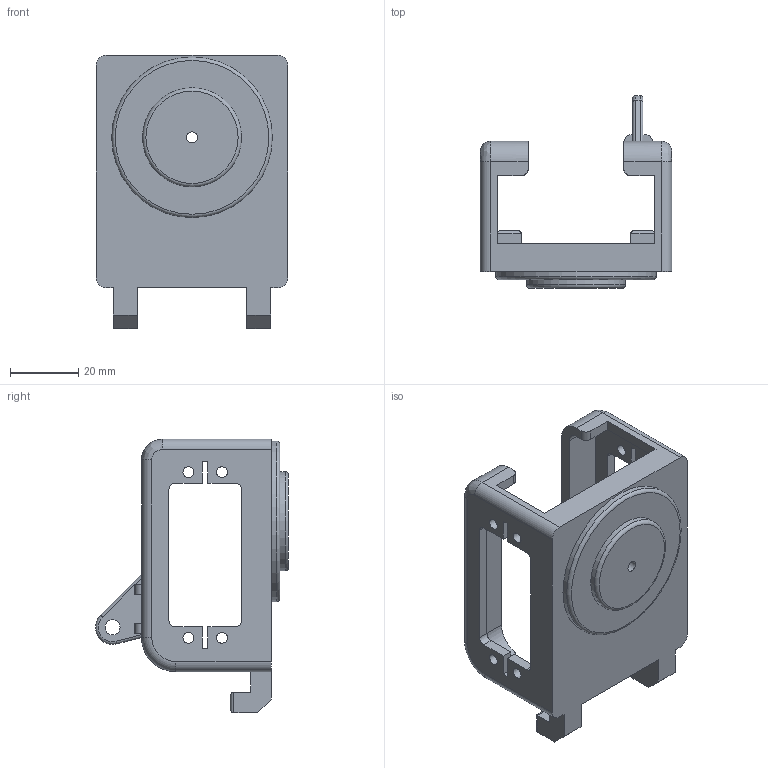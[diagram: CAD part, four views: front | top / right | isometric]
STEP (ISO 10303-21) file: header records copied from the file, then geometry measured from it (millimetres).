
FILE_DESCRIPTION(/* description */ (''),/* implementation_level */ '2;1');
FILE_NAME(/* name */ 'part03.step',/* time_stamp */ '2018-01-15T18:44:01+09:00',/* author */ (''),/* organization */ (''),/* preprocessor_version */ 'ST-DEVELOPER v16.13',/* originating_system */ 'Autodesk Translation Framework v6.5.0.72',/* authorisation */ '');
FILE_SCHEMA (('AUTOMOTIVE_DESIGN { 1 0 10303 214 3 1 1 }'));
Length unit declared in the file: millimetre
Products named in the file (1): Fusion コンポーネント
Bounding box: 56 x 56.47 x 80 mm (x, y, z)
Volume: 29443.4 mm3; surface area: 21859.5 mm2
Topology: 1 solids, 1 shells, 157 faces, 429 edges, 278 vertices
Faces by surface type: plane 90, cylinder 59, torus 6, bspline 2
Full cylindrical faces by diameter (mm): 3.2 x9, 4.4 x1, 23 x1, 29 x1, 41 x1, 47 x1
Entity records: 5131 total; most frequent: CARTESIAN_POINT 979, ORIENTED_EDGE 858, DIRECTION 853, EDGE_CURVE 429, LINE 301, VECTOR 301, VERTEX_POINT 278, AXIS2_PLACEMENT_3D 276
